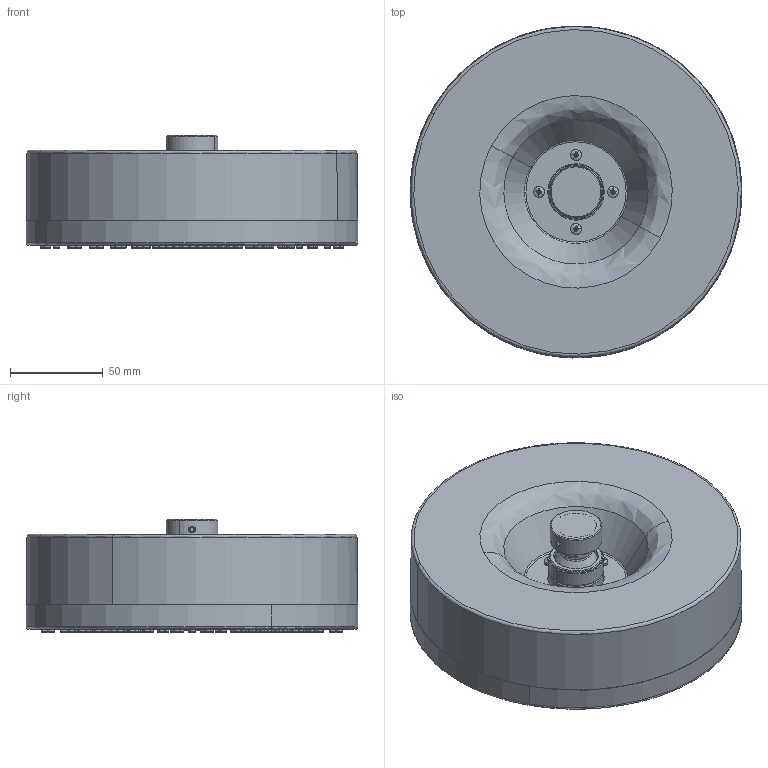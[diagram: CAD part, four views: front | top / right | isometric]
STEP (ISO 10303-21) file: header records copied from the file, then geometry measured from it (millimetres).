
FILE_DESCRIPTION(('CAx-IF Rec.Pracs.---Model Styling and Organization---1.2---2011-12-15','CAx-IF Rec.Pracs.---Geometric and Assembly Validation Properties---4.1---2014-06-16','CAx-IF Rec.Pracs.---PMI Polyline Presentation---2.0---2013-05-24'),'2;1');
FILE_NAME('1000125241_PPR_000.stp','2018-04-06T06:20:54+02:00',(''),(''),'STEP Interface 4.1 by CT CoreTechnologie','3D_Evolution4.1 by CT CoreTechnologie','');
FILE_SCHEMA(('AP203_CONFIGURATION_CONTROLLED_3D_DESIGN_OF_MECHANICAL_PARTS_AND_ASSEMBLIES_MIM_LF'));
Length unit declared in the file: millimetre
Products named in the file (13): P_2 AX Citterio Tellerkopfbrause 1000125241_PPR_000_A0; P_2 BG KB 180 AX Citterio 1000125238_PPR_000_A0; P_2 BGR_Gewindenippel_Überwurfmu 180_240 1000094457_PPR_000_A0; P_2 Gelenkkugel D7 KB 1000094459_PPA_000_A0; Ueberwurfmutter KB 180 1000002697_PPA_000_A0; Ebene Abdeckung KB 180 1000001541_PPA_000_A7; P_2 Strahleinsatz KB 180 KS 1000084409_PPA_000_A0; P_2 Luftdüse KB180_240_300 1000084899_PPA_000_A0; Dichtung high flow isiflex 1000002342_PPA_000_A0; P_2 Mantel KB 180 Citterio KS-Teil 1000125240_PPA_000_A0; Linsenschraube DIN7985-M3x8 A2 1000064926_PPA_000_A0; P_2 Verdrehsicherung 1000105363_PPA_000_A0; Gewindestift DIN914-M4x6-A2 1000000128_PPA_000_A0
Assembly tree (15 placements, depth 4):
  P_2 AX Citterio Tellerkopfbrause 1000125241_PPR_000_A0
    P_2 BG KB 180 AX Citterio 1000125238_PPR_000_A0
      P_2 BGR_Gewindenippel_Überwurfmu 180_240 1000094457_PPR_000_A0
        P_2 Gelenkkugel D7 KB 1000094459_PPA_000_A0
        Ueberwurfmutter KB 180 1000002697_PPA_000_A0
      Ebene Abdeckung KB 180 1000001541_PPA_000_A7
      P_2 Strahleinsatz KB 180 KS 1000084409_PPA_000_A0
      P_2 Luftdüse KB180_240_300 1000084899_PPA_000_A0
      Dichtung high flow isiflex 1000002342_PPA_000_A0
    P_2 Mantel KB 180 Citterio KS-Teil 1000125240_PPA_000_A0
    Linsenschraube DIN7985-M3x8 A2 1000064926_PPA_000_A0  x4
    P_2 Verdrehsicherung 1000105363_PPA_000_A0
    Gewindestift DIN914-M4x6-A2 1000000128_PPA_000_A0
Bounding box: 179.35 x 179.35 x 61.2 mm (x, y, z)
Volume: 167062.2 mm3; surface area: 177629.6 mm2
Topology: 117 solids, 117 shells, 1679 faces, 3780 edges, 2456 vertices
Faces by surface type: cylinder 707, bspline 564, plane 408
Entity records: 73935 total; most frequent: CARTESIAN_POINT 19899, DIRECTION 8137, ORIENTED_EDGE 7034, AXIS2_PLACEMENT_3D 3566, EDGE_CURVE 3517, CIRCLE 2486, VERTEX_POINT 2288, EDGE_LOOP 2127
